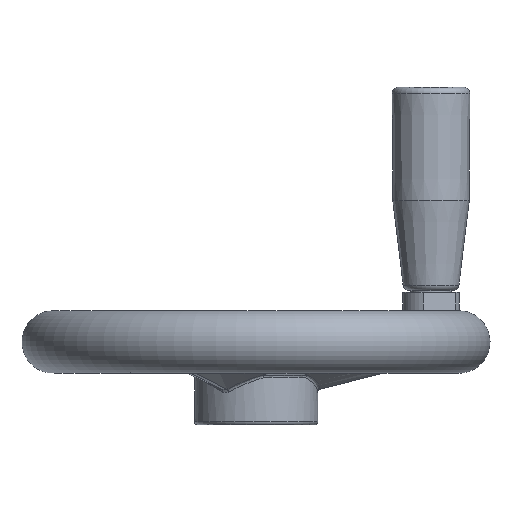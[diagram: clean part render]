
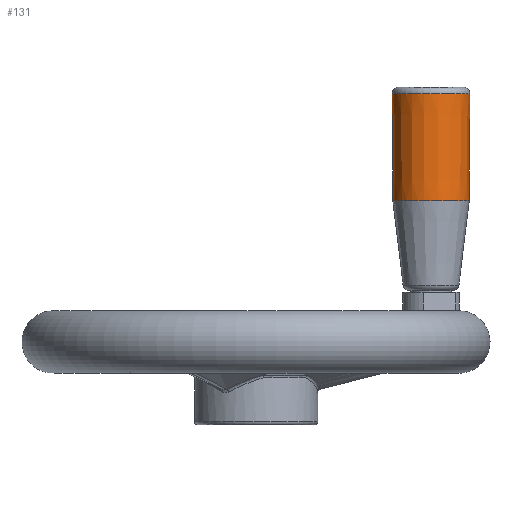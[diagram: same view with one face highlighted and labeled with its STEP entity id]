
A CAD part, front view. The second image highlights one B-rep face of the part: STEP entity #131.
In plain terms, the highlighted conical face has half-angle 0.395 degrees and reference radius 12.25 mm.
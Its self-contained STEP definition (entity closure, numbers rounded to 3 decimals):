
#131 = ADVANCED_FACE( '', ( #322, #323 ), #324, .T. );
#322 = FACE_OUTER_BOUND( '', #714, .T. );
#323 = FACE_BOUND( '', #715, .T. );
#324 = CONICAL_SURFACE( '', #716, 12.25, 0.007 );
#714 = EDGE_LOOP( '', ( #8217 ) );
#715 = EDGE_LOOP( '', ( #8218 ) );
#716 = AXIS2_PLACEMENT_3D( '', #8219, #8220, #8221 );
#8217 = ORIENTED_EDGE( '', *, *, #9325, .T. );
#8218 = ORIENTED_EDGE( '', *, *, #9329, .T. );
#8219 = CARTESIAN_POINT( '', ( 56., 0., 84.3 ) );
#8220 = DIRECTION( '', ( 0., 0., 1. ) );
#8221 = DIRECTION( '', ( 1., 0., 0. ) );
#9325 = EDGE_CURVE( '', #9786, #9786, #9787, .T. );
#9329 = EDGE_CURVE( '', #9794, #9794, #9795, .T. );
#9786 = VERTEX_POINT( '', #10484 );
#9787 = CIRCLE( '', #10485, 12.486 );
#9794 = VERTEX_POINT( '', #10492 );
#9795 = CIRCLE( '', #10493, 12.25 );
#10484 = CARTESIAN_POINT( '', ( 43.514, 0., 118.586 ) );
#10485 = AXIS2_PLACEMENT_3D( '', #15673, #15674, #15675 );
#10492 = CARTESIAN_POINT( '', ( 68.25, 0., 84.3 ) );
#10493 = AXIS2_PLACEMENT_3D( '', #15685, #15686, #15687 );
#15673 = CARTESIAN_POINT( '', ( 56., 0., 118.586 ) );
#15674 = DIRECTION( '', ( 0., 0., -1. ) );
#15675 = DIRECTION( '', ( -1., 0., 0. ) );
#15685 = CARTESIAN_POINT( '', ( 56., 0., 84.3 ) );
#15686 = DIRECTION( '', ( 0., 0., 1. ) );
#15687 = DIRECTION( '', ( 1., 0., 0. ) );
